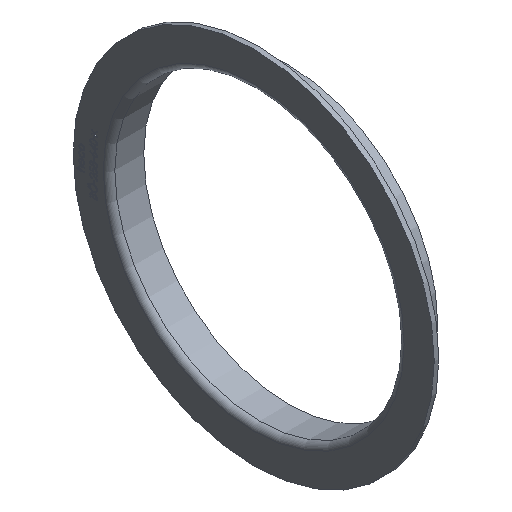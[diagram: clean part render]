
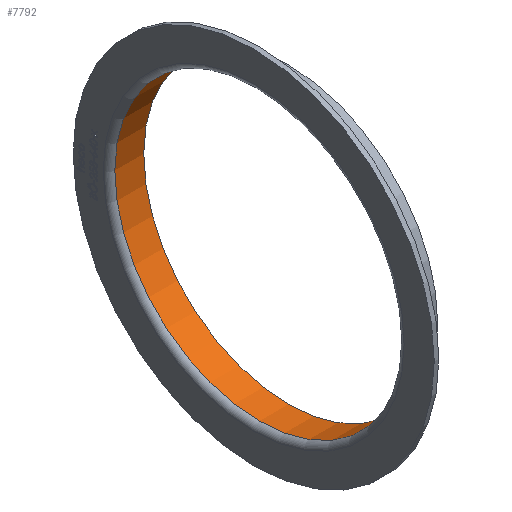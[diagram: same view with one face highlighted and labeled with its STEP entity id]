
A CAD part, isometric view. The second image highlights one B-rep face of the part: STEP entity #7792.
In plain terms, the highlighted cylindrical face has radius 125 mm (diameter 250 mm), a full revolution.
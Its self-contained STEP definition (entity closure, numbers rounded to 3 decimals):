
#429 = VERTEX_POINT ( 'NONE', #7592 ) ;
#1237 = EDGE_CURVE ( 'NONE', #8299, #8299, #2653, .T. ) ;
#1355 = EDGE_LOOP ( 'NONE', ( #2624 ) ) ;
#1414 = DIRECTION ( 'NONE',  ( 0., 0., -1. ) ) ;
#2624 = ORIENTED_EDGE ( 'NONE', *, *, #1237, .F. ) ;
#2653 = CIRCLE ( 'NONE', #6954, 125. ) ;
#4088 = CARTESIAN_POINT ( 'NONE',  ( 5., 0., 0. ) ) ;
#4781 = FACE_OUTER_BOUND ( 'NONE', #11930, .T. ) ;
#6954 = AXIS2_PLACEMENT_3D ( 'NONE', #9989, #8070, #8145 ) ;
#6994 = CARTESIAN_POINT ( 'NONE',  ( 0., 0., 0. ) ) ;
#7410 = DIRECTION ( 'NONE',  ( -1., 0., 0. ) ) ;
#7519 = EDGE_CURVE ( 'NONE', #429, #429, #11156, .T. ) ;
#7592 = CARTESIAN_POINT ( 'NONE',  ( 5., 0., -125. ) ) ;
#7792 = ADVANCED_FACE ( 'NONE', ( #4781, #9494 ), #11900, .F. ) ;
#8070 = DIRECTION ( 'NONE',  ( -1., 0., 0. ) ) ;
#8145 = DIRECTION ( 'NONE',  ( 0., 0., 1. ) ) ;
#8167 = DIRECTION ( 'NONE',  ( -1., 0., 0. ) ) ;
#8299 = VERTEX_POINT ( 'NONE', #13212 ) ;
#8625 = AXIS2_PLACEMENT_3D ( 'NONE', #4088, #7410, #1414 ) ;
#9347 = AXIS2_PLACEMENT_3D ( 'NONE', #6994, #8167, #10602 ) ;
#9494 = FACE_OUTER_BOUND ( 'NONE', #1355, .T. ) ;
#9989 = CARTESIAN_POINT ( 'NONE',  ( 30., 0., 0. ) ) ;
#10602 = DIRECTION ( 'NONE',  ( 0., 0., 1. ) ) ;
#11156 = CIRCLE ( 'NONE', #8625, 125. ) ;
#11900 = CYLINDRICAL_SURFACE ( 'NONE', #9347, 125. ) ;
#11930 = EDGE_LOOP ( 'NONE', ( #14429 ) ) ;
#13212 = CARTESIAN_POINT ( 'NONE',  ( 30., 0., 125. ) ) ;
#14429 = ORIENTED_EDGE ( 'NONE', *, *, #7519, .T. ) ;
